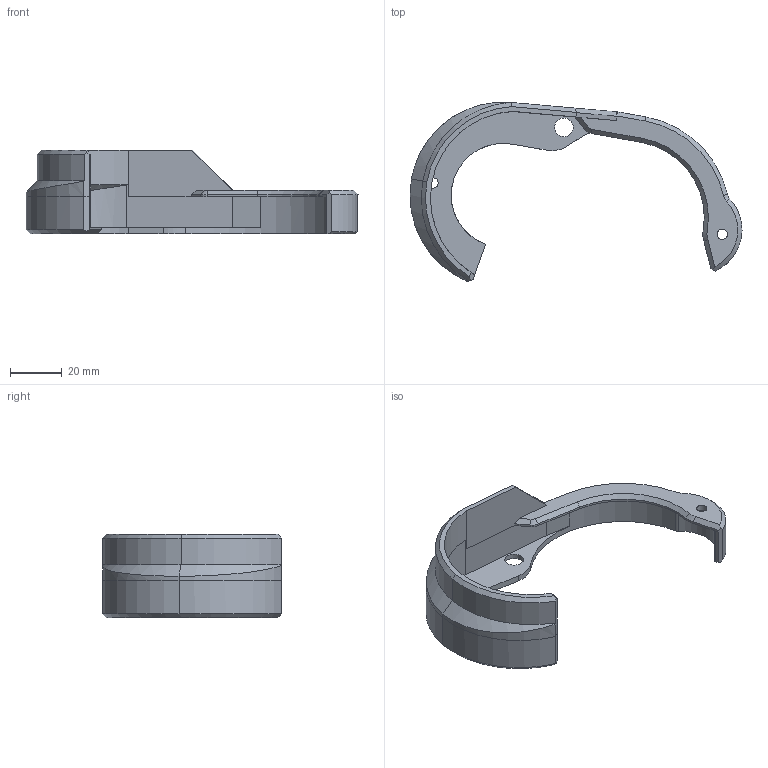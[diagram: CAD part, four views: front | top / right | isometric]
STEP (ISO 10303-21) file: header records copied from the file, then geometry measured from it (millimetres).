
FILE_DESCRIPTION(('HOOPS Exchange Step'),'2;1');
FILE_NAME('temp_export','2021-03-31T01:54:23-04:00',('poastoast'),('Shapr3D Limited'),'HOOPS Exchange 2020.2','Shapr3D','Authorized');
FILE_SCHEMA( ('AP203_CONFIGURATION_CONTROLLED_3D_DESIGN_OF_MECHANICAL_PARTS_AND_ASSEMBLIES_MIM_LF') );
Length unit declared in the file: millimetre
Products named in the file (1): 18CCF48B-E15C-479C-B1FA-EC4D94083F1B.tmp
Bounding box: 128.31 x 69.19 x 32.4 mm (x, y, z)
Volume: 24167.7 mm3; surface area: 16855.6 mm2
Topology: 1 solids, 1 shells, 77 faces, 204 edges, 129 vertices
Faces by surface type: plane 34, cylinder 26, cone 17
Full cylindrical faces by diameter (mm): 4 x2, 7.2 x1
Entity records: 2639 total; most frequent: CARTESIAN_POINT 669, DIRECTION 411, ORIENTED_EDGE 408, EDGE_CURVE 204, AXIS2_PLACEMENT_3D 145, VERTEX_POINT 129, VECTOR 121, LINE 121
